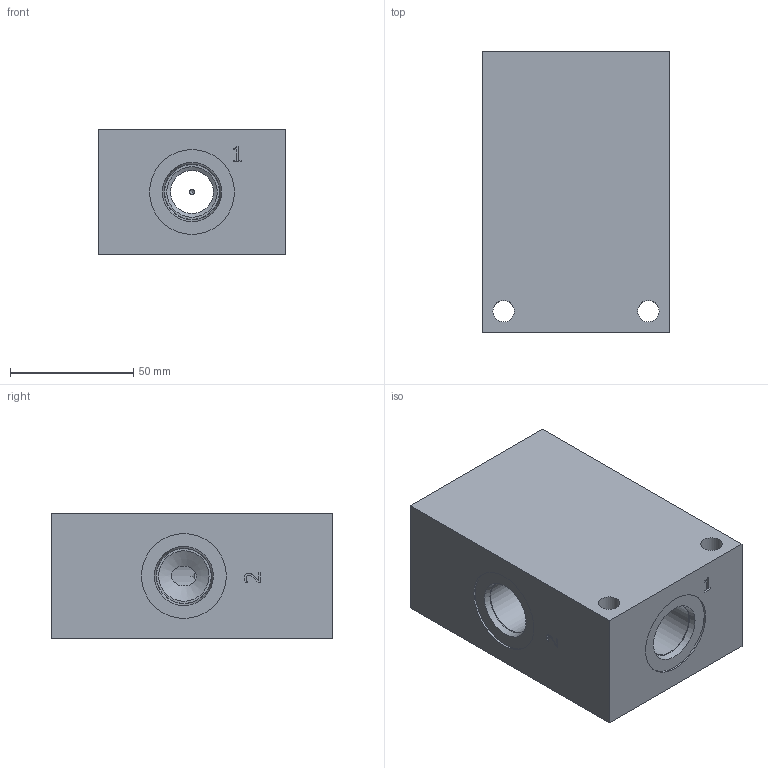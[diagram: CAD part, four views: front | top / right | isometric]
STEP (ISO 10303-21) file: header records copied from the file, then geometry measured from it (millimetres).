
FILE_DESCRIPTION(/* description */ (''),/* implementation_level */ '2;1');
FILE_NAME(/* name */ '_C163CB10S.stp',/* time_stamp */ '2020-06-01T11:27:23-04:00',/* author */ ('devonn'),/* organization */ (''),/* preprocessor_version */ 'ST-DEVELOPER v17',/* originating_system */ 'Autodesk Inventor 2019',/* authorisation */ '');
FILE_SCHEMA (('AUTOMOTIVE_DESIGN { 1 0 10303 214 3 1 1 }'));
Length unit declared in the file: millimetre
Products named in the file (1): Part_AC163CB10S.C13462R0_3D
Bounding box: 76.2 x 114.3 x 50.8 mm (x, y, z)
Volume: 352984.6 mm3; surface area: 51601.6 mm2
Topology: 2 solids, 2 shells, 452 faces, 1260 edges, 845 vertices
Faces by surface type: plane 260, bspline 153, cylinder 21, cone 18
Full cylindrical faces by diameter (mm): 8.738 x2, 17.475 x1, 17.501 x1, 19.05 x1, 19.253 x1, 20.447 x2, 22.23 x2, 22.555 x2, 27.05 x1, 28.65 x1, 30.251 x1, 31.344 x1, 33.32 x1, 33.67 x1, 34.417 x2, 48.51 x1
Entity records: 15733 total; most frequent: CARTESIAN_POINT 4637, ORIENTED_EDGE 2516, DIRECTION 1634, EDGE_CURVE 1258, LINE 856, VECTOR 856, VERTEX_POINT 845, EDGE_LOOP 499
